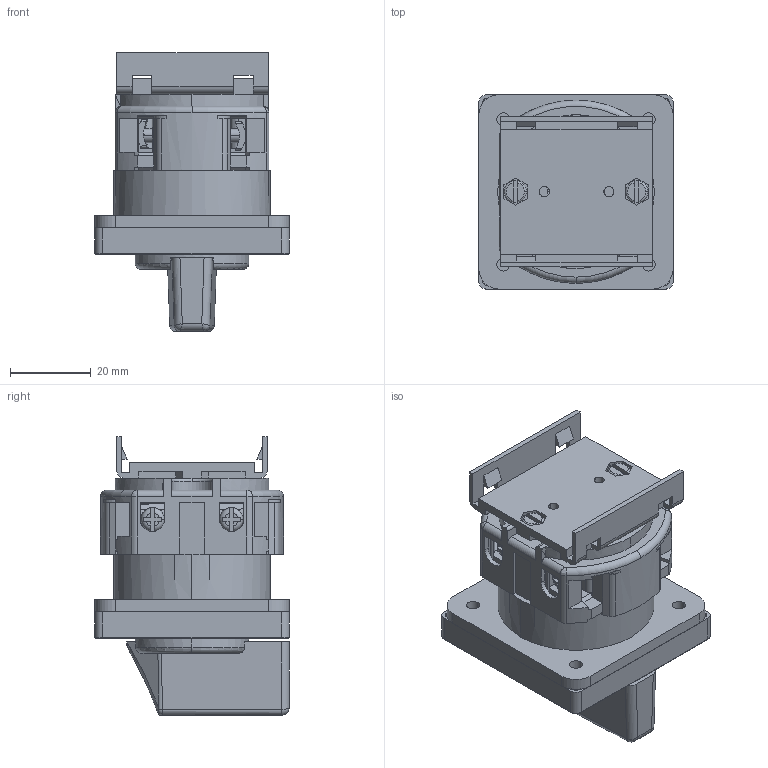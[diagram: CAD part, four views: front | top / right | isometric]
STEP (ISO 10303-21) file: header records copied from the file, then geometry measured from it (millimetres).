
FILE_DESCRIPTION((''),'2;1');
FILE_NAME('PS16_L_-_ONE_BLOCK_ASM','2021-12-07T',('marketing.praksa'),('Audax d.o.o.'),'CREO PARAMETRIC BY PTC INC, 2017480','CREO PARAMETRIC BY PTC INC, 2017480','');
FILE_SCHEMA(('AUTOMOTIVE_DESIGN { 1 0 10303 214 1 1 1 1 }'));
Products named in the file (31): LETVA_BS25-1-SOLID1; PS16_L_-_ONE_BLOCK_1_ASM; BELI-POKROV-BREZ-LOGO_1_1_1; PRT9563_1_1_2_3_4_5_6_1_1; PRT9563_1_1_2_3_4_5_6_2_1; PRT9563_1_1_2_3_4_5_6_3_1; PRT9563_1_1_2_3_4_5_6_ASM_1_ASM; SWITCH-PRT_1_1_1_1_1_1_1; CRN-OKVIR_1_1_1; FRONT_ASM_1_1_ASM_1_ASM; SREDINA_1_1_2_1_1; SREDINA_1_1_2_2_1; SREDINA_1_1_2_3_1; SREDINA_1_1_2_ASM_1_ASM; VIJAKA-SPODNJA-2X_1_1_1_1_1; VIJAKA-SPODNJA-2X_1_2_1_1_1; VIJAKA-SPODNJA-2X_1_ASM_1_1_ASM_ASM; PRT9564_1_1_1_1_2_3_4_1; PRT9564_1_2_1_1_2_1; PRT9564_1_ASM_1_1_2_ASM_1_ASM; VIJAK1_ASM_1_ASM_1_1_ASM_1_ASM; E_1_1_1_1_1_1_2_1_1_2_1; BAK_ASM_1_ASM_1_1_ASM_1_ASM; AA_ASM_1_1_ASM_1_ASM; PRT9558_1_1_1_1_1_1_2_1_1_2_1; COPPER-SP-HAL_ASM_1_ASM_1_1_ASM_ASM; SP-NEW_1_1_1_1_1; 2P-BOTTOM_ASM_1_1_ASM_1_ASM; FHD_ASM_1_ASM; 004773105_CS_25_1P_ASM; PS16_L_-_ONE_BLOCK_ASM
Assembly tree (35 placements, depth 7):
  PS16_L_-_ONE_BLOCK_ASM
    PS16_L_-_ONE_BLOCK_1_ASM
      LETVA_BS25-1-SOLID1
    004773105_CS_25_1P_ASM
      FHD_ASM_1_ASM
        FRONT_ASM_1_1_ASM_1_ASM
          BELI-POKROV-BREZ-LOGO_1_1_1
          PRT9563_1_1_2_3_4_5_6_ASM_1_ASM
            PRT9563_1_1_2_3_4_5_6_1_1
            PRT9563_1_1_2_3_4_5_6_2_1
            PRT9563_1_1_2_3_4_5_6_3_1
          SWITCH-PRT_1_1_1_1_1_1_1
          CRN-OKVIR_1_1_1
        SREDINA_1_1_2_ASM_1_ASM
          SREDINA_1_1_2_1_1
          SREDINA_1_1_2_2_1
          SREDINA_1_1_2_3_1
        2P-BOTTOM_ASM_1_1_ASM_1_ASM
          VIJAKA-SPODNJA-2X_1_ASM_1_1_ASM_ASM
            VIJAKA-SPODNJA-2X_1_1_1_1_1
            VIJAKA-SPODNJA-2X_1_2_1_1_1
          VIJAK1_ASM_1_ASM_1_1_ASM_1_ASM  x2
            PRT9564_1_ASM_1_1_2_ASM_1_ASM
              PRT9564_1_1_1_1_2_3_4_1
              PRT9564_1_2_1_1_2_1
          AA_ASM_1_1_ASM_1_ASM  x2
            BAK_ASM_1_ASM_1_1_ASM_1_ASM
              E_1_1_1_1_1_1_2_1_1_2_1
          COPPER-SP-HAL_ASM_1_ASM_1_1_ASM_ASM  x2
            PRT9558_1_1_1_1_1_1_2_1_1_2_1
          SP-NEW_1_1_1_1_1
Bounding box: 48.14 x 48.14 x 69.08 mm (x, y, z)
Volume: 54053.1 mm3; surface area: 45828.9 mm2
Topology: 25 solids, 25 shells, 1685 faces, 4966 edges, 3294 vertices
Faces by surface type: plane 1042, cylinder 521, torus 62, bspline 28, cone 22, sphere 10
Entity records: 72731 total; most frequent: CARTESIAN_POINT 12325, ORIENTED_EDGE 9124, DIRECTION 8901, PRESENTATION_STYLE_ASSIGNMENT 4890, STYLED_ITEM 4890, CURVE_STYLE 4562, EDGE_CURVE 4562, VERTEX_POINT 3024
